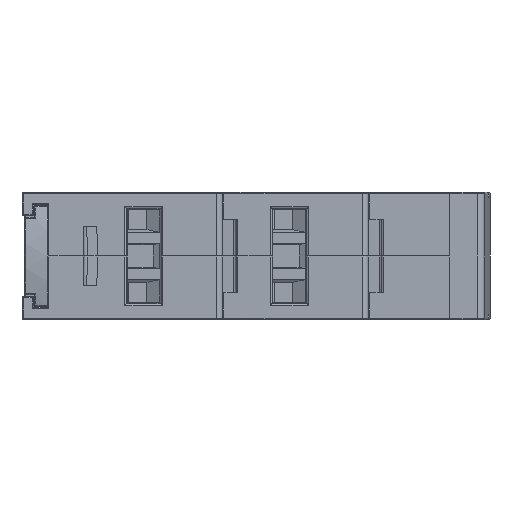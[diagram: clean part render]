
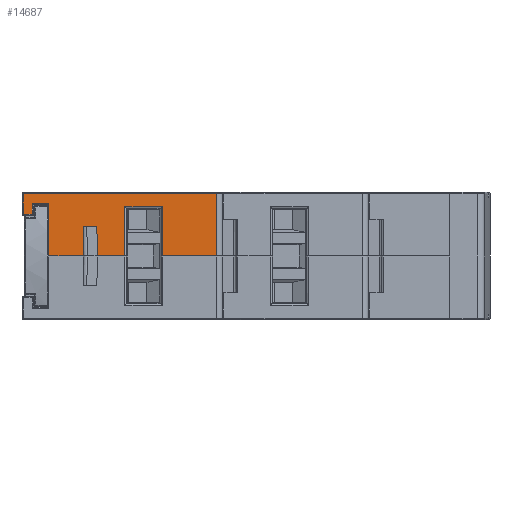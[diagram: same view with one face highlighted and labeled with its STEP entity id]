
A CAD part, front view. The second image highlights one B-rep face of the part: STEP entity #14687.
In plain terms, the highlighted planar face has unit normal (0, -1, 0).
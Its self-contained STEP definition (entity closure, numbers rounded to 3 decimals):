
#49 = EDGE_LOOP ( 'NONE', ( #8713, #18641, #1726, #28632, #9613, #21885, #4198, #15227, #2360, #6293, #11800, #8782, #25459, #12453, #12718, #8401 ) ) ;
#124 = EDGE_CURVE ( 'NONE', #16462, #8579, #16684, .T. ) ;
#298 = LINE ( 'NONE', #18360, #4641 ) ;
#1209 = CARTESIAN_POINT ( 'NONE',  ( 0.2, -45., 7.2 ) ) ;
#1726 = ORIENTED_EDGE ( 'NONE', *, *, #4054, .T. ) ;
#1922 = CARTESIAN_POINT ( 'NONE',  ( 23.2, -45., 0. ) ) ;
#2239 = FACE_OUTER_BOUND ( 'NONE', #49, .T. ) ;
#2360 = ORIENTED_EDGE ( 'NONE', *, *, #32794, .T. ) ;
#2567 = EDGE_CURVE ( 'NONE', #15430, #5023, #7143, .T. ) ;
#3558 = DIRECTION ( 'NONE',  ( 0., 0., 1. ) ) ;
#3875 = VECTOR ( 'NONE', #28052, 1000. ) ;
#3879 = EDGE_CURVE ( 'NONE', #14906, #12617, #4685, .T. ) ;
#4054 = EDGE_CURVE ( 'NONE', #15182, #16462, #19170, .T. ) ;
#4175 = VECTOR ( 'NONE', #6884, 1000. ) ;
#4198 = ORIENTED_EDGE ( 'NONE', *, *, #11523, .T. ) ;
#4641 = VECTOR ( 'NONE', #23972, 1000. ) ;
#4685 = LINE ( 'NONE', #27882, #3875 ) ;
#5023 = VERTEX_POINT ( 'NONE', #20424 ) ;
#5306 = LINE ( 'NONE', #15746, #26880 ) ;
#6293 = ORIENTED_EDGE ( 'NONE', *, *, #15393, .F. ) ;
#6884 = DIRECTION ( 'NONE',  ( 1., 0., 0. ) ) ;
#7143 = LINE ( 'NONE', #20154, #25505 ) ;
#7757 = VERTEX_POINT ( 'NONE', #30230 ) ;
#8068 = CARTESIAN_POINT ( 'NONE',  ( 15.783, -45., 8.75 ) ) ;
#8223 = DIRECTION ( 'NONE',  ( 0., 0., -1. ) ) ;
#8401 = ORIENTED_EDGE ( 'NONE', *, *, #15407, .T. ) ;
#8424 = CARTESIAN_POINT ( 'NONE',  ( 4.918, -45., 4. ) ) ;
#8468 = DIRECTION ( 'NONE',  ( 0., 1., 0. ) ) ;
#8579 = VERTEX_POINT ( 'NONE', #29075 ) ;
#8693 = CARTESIAN_POINT ( 'NONE',  ( 24., -45., 8.55 ) ) ;
#8713 = ORIENTED_EDGE ( 'NONE', *, *, #19839, .T. ) ;
#8782 = ORIENTED_EDGE ( 'NONE', *, *, #2567, .F. ) ;
#8928 = DIRECTION ( 'NONE',  ( 0., 0., -1. ) ) ;
#9208 = VECTOR ( 'NONE', #31918, 1000. ) ;
#9408 = LINE ( 'NONE', #30080, #4175 ) ;
#9588 = LINE ( 'NONE', #22981, #23555 ) ;
#9613 = ORIENTED_EDGE ( 'NONE', *, *, #10867, .T. ) ;
#9955 = VERTEX_POINT ( 'NONE', #29524 ) ;
#10034 = CARTESIAN_POINT ( 'NONE',  ( 10.617, -45., 6.733 ) ) ;
#10245 = CARTESIAN_POINT ( 'NONE',  ( 6.817, -45., 0. ) ) ;
#10728 = DIRECTION ( 'NONE',  ( 1., 0., 0. ) ) ;
#10867 = EDGE_CURVE ( 'NONE', #8579, #7757, #5306, .T. ) ;
#10966 = VECTOR ( 'NONE', #10728, 1000. ) ;
#11013 = LINE ( 'NONE', #31212, #26456 ) ;
#11264 = VERTEX_POINT ( 'NONE', #15876 ) ;
#11446 = CARTESIAN_POINT ( 'NONE',  ( 23.2, -45., 8.55 ) ) ;
#11523 = EDGE_CURVE ( 'NONE', #28165, #14906, #32676, .T. ) ;
#11800 = ORIENTED_EDGE ( 'NONE', *, *, #16731, .F. ) ;
#11811 = CARTESIAN_POINT ( 'NONE',  ( 0.2, -45., 0. ) ) ;
#11872 = DIRECTION ( 'NONE',  ( 1., 0., 0. ) ) ;
#12453 = ORIENTED_EDGE ( 'NONE', *, *, #28242, .T. ) ;
#12617 = VERTEX_POINT ( 'NONE', #11811 ) ;
#12718 = ORIENTED_EDGE ( 'NONE', *, *, #27701, .T. ) ;
#12782 = VECTOR ( 'NONE', #21987, 1000. ) ;
#13280 = VECTOR ( 'NONE', #28679, 1000. ) ;
#13413 = VERTEX_POINT ( 'NONE', #10034 ) ;
#14062 = LINE ( 'NONE', #24438, #17548 ) ;
#14687 = ADVANCED_FACE ( 'NONE', ( #2239 ), #22896, .F. ) ;
#14824 = DIRECTION ( 'NONE',  ( 0., 0., 1. ) ) ;
#14906 = VERTEX_POINT ( 'NONE', #1209 ) ;
#15182 = VERTEX_POINT ( 'NONE', #11446 ) ;
#15227 = ORIENTED_EDGE ( 'NONE', *, *, #3879, .T. ) ;
#15269 = EDGE_CURVE ( 'NONE', #7757, #28165, #9588, .T. ) ;
#15393 = EDGE_CURVE ( 'NONE', #28635, #9955, #298, .T. ) ;
#15407 = EDGE_CURVE ( 'NONE', #27181, #11264, #31273, .T. ) ;
#15430 = VERTEX_POINT ( 'NONE', #10245 ) ;
#15472 = LINE ( 'NONE', #30921, #10966 ) ;
#15746 = CARTESIAN_POINT ( 'NONE',  ( 24., -45., 5.7 ) ) ;
#15876 = CARTESIAN_POINT ( 'NONE',  ( 15.783, -45., 0. ) ) ;
#16462 = VERTEX_POINT ( 'NONE', #22084 ) ;
#16684 = LINE ( 'NONE', #32155, #33164 ) ;
#16731 = EDGE_CURVE ( 'NONE', #5023, #28635, #11013, .T. ) ;
#17341 = VERTEX_POINT ( 'NONE', #1922 ) ;
#17548 = VECTOR ( 'NONE', #11872, 1000. ) ;
#18307 = DIRECTION ( 'NONE',  ( -1., 0., 0. ) ) ;
#18360 = CARTESIAN_POINT ( 'NONE',  ( 4.961, -45., 8.916 ) ) ;
#18641 = ORIENTED_EDGE ( 'NONE', *, *, #27957, .T. ) ;
#18933 = CARTESIAN_POINT ( 'NONE',  ( 10.617, -45., 8.75 ) ) ;
#19170 = LINE ( 'NONE', #8693, #9208 ) ;
#19190 = CARTESIAN_POINT ( 'NONE',  ( 15.783, -45., 6.733 ) ) ;
#19603 = CARTESIAN_POINT ( 'NONE',  ( 24., -45., 7.2 ) ) ;
#19659 = CARTESIAN_POINT ( 'NONE',  ( -2.1, -45., 7.2 ) ) ;
#19839 = EDGE_CURVE ( 'NONE', #11264, #17341, #33381, .T. ) ;
#20130 = DIRECTION ( 'NONE',  ( 1., 0., 0. ) ) ;
#20154 = CARTESIAN_POINT ( 'NONE',  ( 6.742, -45., 8.599 ) ) ;
#20190 = CARTESIAN_POINT ( 'NONE',  ( 10.617, -45., 0. ) ) ;
#20261 = VECTOR ( 'NONE', #20130, 1000. ) ;
#20292 = CARTESIAN_POINT ( 'NONE',  ( 24., -45., 0. ) ) ;
#20320 = CARTESIAN_POINT ( 'NONE',  ( 24., -45., 8.75 ) ) ;
#20352 = CARTESIAN_POINT ( 'NONE',  ( 23.2, -45., 8.75 ) ) ;
#20424 = CARTESIAN_POINT ( 'NONE',  ( 6.782, -45., 4. ) ) ;
#21885 = ORIENTED_EDGE ( 'NONE', *, *, #15269, .T. ) ;
#21930 = VECTOR ( 'NONE', #8223, 1000. ) ;
#21987 = DIRECTION ( 'NONE',  ( 1., 0., 0. ) ) ;
#22084 = CARTESIAN_POINT ( 'NONE',  ( -3.3, -45., 8.55 ) ) ;
#22896 = PLANE ( 'NONE',  #25710 ) ;
#22981 = CARTESIAN_POINT ( 'NONE',  ( -2.1, -45., 8.75 ) ) ;
#23542 = LINE ( 'NONE', #18933, #25790 ) ;
#23555 = VECTOR ( 'NONE', #14824, 1000. ) ;
#23972 = DIRECTION ( 'NONE',  ( -0.009, 0., -1. ) ) ;
#24438 = CARTESIAN_POINT ( 'NONE',  ( 24., -45., 0. ) ) ;
#25459 = ORIENTED_EDGE ( 'NONE', *, *, #25572, .T. ) ;
#25505 = VECTOR ( 'NONE', #30511, 1000. ) ;
#25572 = EDGE_CURVE ( 'NONE', #15430, #28034, #15472, .T. ) ;
#25710 = AXIS2_PLACEMENT_3D ( 'NONE', #20320, #8468, #26604 ) ;
#25790 = VECTOR ( 'NONE', #3558, 1000. ) ;
#26290 = DIRECTION ( 'NONE',  ( 1., 0., 0. ) ) ;
#26456 = VECTOR ( 'NONE', #18307, 1000. ) ;
#26604 = DIRECTION ( 'NONE',  ( -1., 0., 0. ) ) ;
#26880 = VECTOR ( 'NONE', #26290, 1000. ) ;
#27181 = VERTEX_POINT ( 'NONE', #19190 ) ;
#27701 = EDGE_CURVE ( 'NONE', #13413, #27181, #9408, .T. ) ;
#27882 = CARTESIAN_POINT ( 'NONE',  ( 0.2, -45., 8.75 ) ) ;
#27957 = EDGE_CURVE ( 'NONE', #17341, #15182, #28342, .T. ) ;
#28034 = VERTEX_POINT ( 'NONE', #20190 ) ;
#28052 = DIRECTION ( 'NONE',  ( 0., 0., -1. ) ) ;
#28165 = VERTEX_POINT ( 'NONE', #19659 ) ;
#28242 = EDGE_CURVE ( 'NONE', #28034, #13413, #23542, .T. ) ;
#28342 = LINE ( 'NONE', #20352, #13280 ) ;
#28632 = ORIENTED_EDGE ( 'NONE', *, *, #124, .T. ) ;
#28635 = VERTEX_POINT ( 'NONE', #8424 ) ;
#28679 = DIRECTION ( 'NONE',  ( 0., 0., 1. ) ) ;
#29075 = CARTESIAN_POINT ( 'NONE',  ( -3.3, -45., 5.7 ) ) ;
#29524 = CARTESIAN_POINT ( 'NONE',  ( 4.883, -45., 0. ) ) ;
#30080 = CARTESIAN_POINT ( 'NONE',  ( 24., -45., 6.733 ) ) ;
#30230 = CARTESIAN_POINT ( 'NONE',  ( -2.1, -45., 5.7 ) ) ;
#30511 = DIRECTION ( 'NONE',  ( -0.009, 0., 1. ) ) ;
#30921 = CARTESIAN_POINT ( 'NONE',  ( 24., -45., 0. ) ) ;
#31212 = CARTESIAN_POINT ( 'NONE',  ( 24., -45., 4. ) ) ;
#31273 = LINE ( 'NONE', #8068, #21930 ) ;
#31918 = DIRECTION ( 'NONE',  ( -1., 0., 0. ) ) ;
#32155 = CARTESIAN_POINT ( 'NONE',  ( -3.3, -45., 8.75 ) ) ;
#32676 = LINE ( 'NONE', #19603, #12782 ) ;
#32794 = EDGE_CURVE ( 'NONE', #12617, #9955, #14062, .T. ) ;
#33164 = VECTOR ( 'NONE', #8928, 1000. ) ;
#33381 = LINE ( 'NONE', #20292, #20261 ) ;
